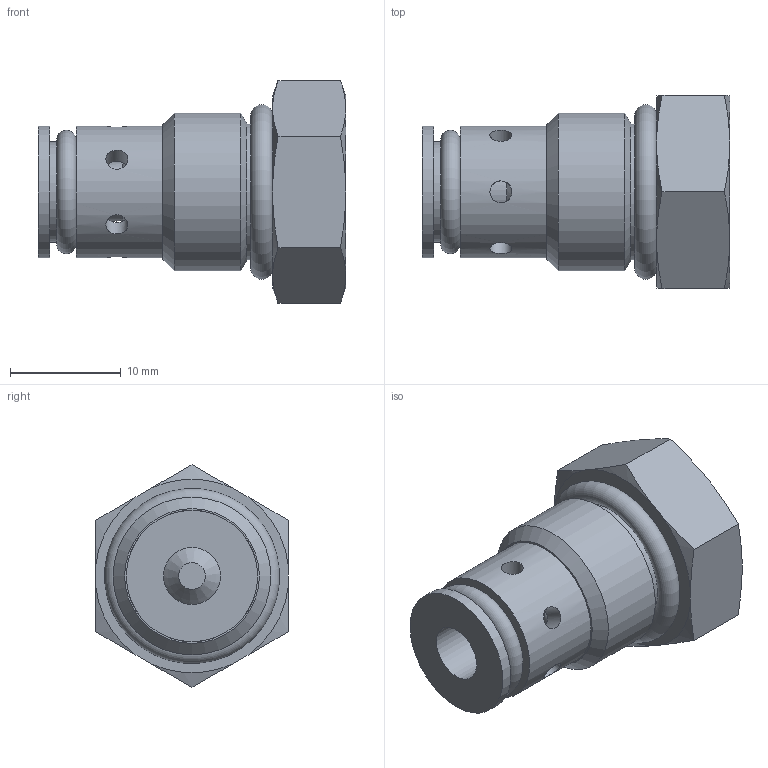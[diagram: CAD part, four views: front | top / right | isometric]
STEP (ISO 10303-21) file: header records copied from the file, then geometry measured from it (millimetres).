
FILE_DESCRIPTION((''),'2;1');
FILE_NAME('1806.stp','2015-01-05T13:00:08',('jml'),(''),'Autodesk Inventor 2010','Autodesk Inventor 2010','');
FILE_SCHEMA(('AUTOMOTIVE_DESIGN { 1 0 10303 214 1 1 1 1 }'));
Length unit declared in the file: inch
Products named in the file (6): 1806; 221576; 220773; 990198; 906 O-RING; 011 O-RING
Assembly tree (5 placements, depth 2):
  1806
    221576
    220773
    990198
    906 O-RING
    011 O-RING
Bounding box: 27.81 x 17.45 x 20.15 mm (x, y, z)
Volume: 3900.9 mm3; surface area: 4163.1 mm2
Topology: 6 solids, 6 shells, 182 faces, 472 edges, 310 vertices
Faces by surface type: plane 108, cylinder 43, cone 27, torus 4
Full cylindrical faces by diameter (mm): 0.696 x1, 1.992 x6, 2.261 x3, 3.175 x1, 5.156 x1, 5.461 x1, 6.35 x1, 7.798 x1, 7.925 x1, 8.001 x1, 8.382 x1, 9.093 x1, 9.525 x1, 11.887 x2, 12.294 x1, 12.7 x1, 13.208 x1, 14.275 x1
Entity records: 6074 total; most frequent: CARTESIAN_POINT 1642, DIRECTION 833, ORIENTED_EDGE 818, EDGE_CURVE 409, AXIS2_PLACEMENT_3D 297, VERTEX_POINT 290, EDGE_LOOP 259, VECTOR 239
